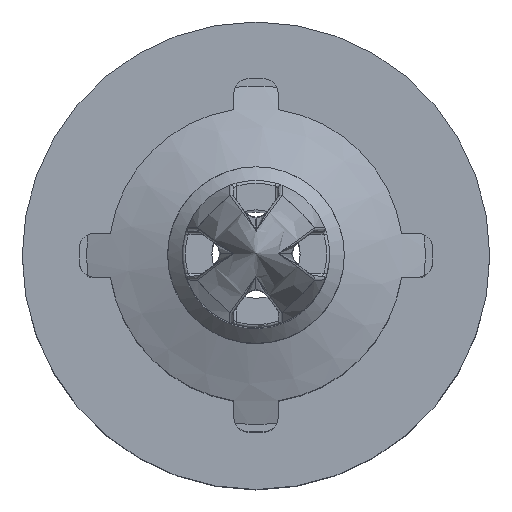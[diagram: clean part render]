
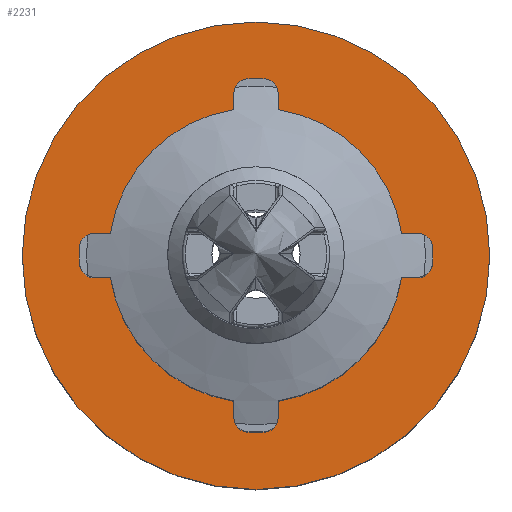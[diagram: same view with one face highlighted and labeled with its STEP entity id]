
A CAD part, top view. The second image highlights one B-rep face of the part: STEP entity #2231.
In plain terms, the highlighted planar face has unit normal (0, 0, 1).
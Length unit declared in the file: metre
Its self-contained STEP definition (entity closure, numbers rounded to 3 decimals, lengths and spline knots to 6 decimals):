
#96=PLANE('',#2430);
#316=LINE('',#3668,#411);
#319=LINE('',#3678,#414);
#324=LINE('',#3701,#419);
#327=LINE('',#3711,#422);
#332=LINE('',#3737,#427);
#335=LINE('',#3747,#430);
#340=LINE('',#3770,#435);
#343=LINE('',#3780,#438);
#411=VECTOR('',#2729,1.);
#414=VECTOR('',#2740,1.);
#419=VECTOR('',#2751,1.);
#422=VECTOR('',#2762,1.);
#427=VECTOR('',#2775,1.);
#430=VECTOR('',#2786,1.);
#435=VECTOR('',#2797,1.);
#438=VECTOR('',#2808,1.);
#724=ORIENTED_EDGE('',*,*,#1323,.F.);
#725=ORIENTED_EDGE('',*,*,#1379,.T.);
#726=ORIENTED_EDGE('',*,*,#1371,.F.);
#727=ORIENTED_EDGE('',*,*,#1380,.T.);
#728=ORIENTED_EDGE('',*,*,#1368,.T.);
#729=ORIENTED_EDGE('',*,*,#1365,.F.);
#730=ORIENTED_EDGE('',*,*,#1363,.F.);
#731=ORIENTED_EDGE('',*,*,#1381,.T.);
#732=ORIENTED_EDGE('',*,*,#1358,.F.);
#733=ORIENTED_EDGE('',*,*,#1382,.T.);
#734=ORIENTED_EDGE('',*,*,#1355,.T.);
#735=ORIENTED_EDGE('',*,*,#1352,.F.);
#736=ORIENTED_EDGE('',*,*,#1350,.T.);
#737=ORIENTED_EDGE('',*,*,#1383,.T.);
#738=ORIENTED_EDGE('',*,*,#1344,.F.);
#739=ORIENTED_EDGE('',*,*,#1384,.T.);
#740=ORIENTED_EDGE('',*,*,#1341,.F.);
#741=ORIENTED_EDGE('',*,*,#1338,.F.);
#742=ORIENTED_EDGE('',*,*,#1336,.T.);
#743=ORIENTED_EDGE('',*,*,#1385,.T.);
#744=ORIENTED_EDGE('',*,*,#1331,.F.);
#745=ORIENTED_EDGE('',*,*,#1386,.T.);
#746=ORIENTED_EDGE('',*,*,#1328,.F.);
#747=ORIENTED_EDGE('',*,*,#1325,.F.);
#748=ORIENTED_EDGE('',*,*,#1377,.T.);
#1323=EDGE_CURVE('',#1642,#1643,#316,.T.);
#1325=EDGE_CURVE('',#1643,#1644,#1752,.T.);
#1328=EDGE_CURVE('',#1644,#1646,#319,.T.);
#1331=EDGE_CURVE('',#1648,#1649,#1754,.T.);
#1336=EDGE_CURVE('',#1653,#1652,#324,.T.);
#1338=EDGE_CURVE('',#1653,#1654,#1755,.T.);
#1341=EDGE_CURVE('',#1654,#1656,#327,.T.);
#1344=EDGE_CURVE('',#1658,#1659,#1757,.T.);
#1350=EDGE_CURVE('',#1665,#1664,#332,.T.);
#1352=EDGE_CURVE('',#1665,#1666,#1759,.T.);
#1355=EDGE_CURVE('',#1668,#1666,#335,.T.);
#1358=EDGE_CURVE('',#1670,#1671,#1761,.T.);
#1363=EDGE_CURVE('',#1674,#1675,#340,.T.);
#1365=EDGE_CURVE('',#1675,#1676,#1762,.T.);
#1368=EDGE_CURVE('',#1678,#1676,#343,.T.);
#1371=EDGE_CURVE('',#1680,#1681,#1764,.T.);
#1377=EDGE_CURVE('',#1684,#1684,#1768,.T.);
#1379=EDGE_CURVE('',#1642,#1681,#1770,.F.);
#1380=EDGE_CURVE('',#1680,#1678,#1771,.F.);
#1381=EDGE_CURVE('',#1674,#1671,#1772,.F.);
#1382=EDGE_CURVE('',#1670,#1668,#1773,.F.);
#1383=EDGE_CURVE('',#1664,#1659,#1774,.F.);
#1384=EDGE_CURVE('',#1658,#1656,#1775,.F.);
#1385=EDGE_CURVE('',#1652,#1649,#1776,.F.);
#1386=EDGE_CURVE('',#1648,#1646,#1777,.F.);
#1642=VERTEX_POINT('',#3667);
#1643=VERTEX_POINT('',#3669);
#1644=VERTEX_POINT('',#3673);
#1646=VERTEX_POINT('',#3679);
#1648=VERTEX_POINT('',#3688);
#1649=VERTEX_POINT('',#3689);
#1652=VERTEX_POINT('',#3700);
#1653=VERTEX_POINT('',#3702);
#1654=VERTEX_POINT('',#3706);
#1656=VERTEX_POINT('',#3712);
#1658=VERTEX_POINT('',#3721);
#1659=VERTEX_POINT('',#3722);
#1664=VERTEX_POINT('',#3736);
#1665=VERTEX_POINT('',#3738);
#1666=VERTEX_POINT('',#3742);
#1668=VERTEX_POINT('',#3748);
#1670=VERTEX_POINT('',#3757);
#1671=VERTEX_POINT('',#3758);
#1674=VERTEX_POINT('',#3769);
#1675=VERTEX_POINT('',#3771);
#1676=VERTEX_POINT('',#3775);
#1678=VERTEX_POINT('',#3781);
#1680=VERTEX_POINT('',#3790);
#1681=VERTEX_POINT('',#3791);
#1684=VERTEX_POINT('',#3802);
#1752=CIRCLE('',#2396,0.005);
#1754=CIRCLE('',#2400,0.006);
#1755=CIRCLE('',#2403,0.005);
#1757=CIRCLE('',#2407,0.006);
#1759=CIRCLE('',#2411,0.005);
#1761=CIRCLE('',#2415,0.006);
#1762=CIRCLE('',#2418,0.005);
#1764=CIRCLE('',#2422,0.006);
#1768=CIRCLE('',#2428,0.007941);
#1770=CIRCLE('',#2431,0.0005);
#1771=CIRCLE('',#2432,0.0005);
#1772=CIRCLE('',#2433,0.0005);
#1773=CIRCLE('',#2434,0.0005);
#1774=CIRCLE('',#2435,0.0005);
#1775=CIRCLE('',#2436,0.0005);
#1776=CIRCLE('',#2437,0.0005);
#1777=CIRCLE('',#2438,0.0005);
#1877=EDGE_LOOP('',(#724,#725,#726,#727,#728,#729,#730,#731,#732,#733,#734,
#735,#736,#737,#738,#739,#740,#741,#742,#743,#744,#745,#746,#747));
#1878=EDGE_LOOP('',(#748));
#2034=FACE_BOUND('',#1877,.T.);
#2035=FACE_BOUND('',#1878,.T.);
#2231=ADVANCED_FACE('',(#2034,#2035),#96,.T.);
#2396=AXIS2_PLACEMENT_3D('',#3672,#2733,#2734);
#2400=AXIS2_PLACEMENT_3D('',#3687,#2744,#2745);
#2403=AXIS2_PLACEMENT_3D('',#3705,#2755,#2756);
#2407=AXIS2_PLACEMENT_3D('',#3720,#2766,#2767);
#2411=AXIS2_PLACEMENT_3D('',#3741,#2779,#2780);
#2415=AXIS2_PLACEMENT_3D('',#3756,#2790,#2791);
#2418=AXIS2_PLACEMENT_3D('',#3774,#2801,#2802);
#2422=AXIS2_PLACEMENT_3D('',#3789,#2812,#2813);
#2428=AXIS2_PLACEMENT_3D('',#3801,#2826,#2827);
#2430=AXIS2_PLACEMENT_3D('',#3805,#2830,#2831);
#2431=AXIS2_PLACEMENT_3D('',#3806,#2832,#2833);
#2432=AXIS2_PLACEMENT_3D('',#3807,#2834,#2835);
#2433=AXIS2_PLACEMENT_3D('',#3808,#2836,#2837);
#2434=AXIS2_PLACEMENT_3D('',#3809,#2838,#2839);
#2435=AXIS2_PLACEMENT_3D('',#3810,#2840,#2841);
#2436=AXIS2_PLACEMENT_3D('',#3811,#2842,#2843);
#2437=AXIS2_PLACEMENT_3D('',#3812,#2844,#2845);
#2438=AXIS2_PLACEMENT_3D('',#3813,#2846,#2847);
#2729=DIRECTION('',(0.,-1.,0.));
#2733=DIRECTION('',(0.,0.,1.));
#2734=DIRECTION('',(1.,0.,0.));
#2740=DIRECTION('',(-1.,0.,0.));
#2744=DIRECTION('',(0.,0.,1.));
#2745=DIRECTION('',(1.,0.,0.));
#2751=DIRECTION('',(-1.,0.,0.));
#2755=DIRECTION('',(0.,0.,1.));
#2756=DIRECTION('',(1.,0.,0.));
#2762=DIRECTION('',(0.,-1.,0.));
#2766=DIRECTION('',(0.,0.,1.));
#2767=DIRECTION('',(1.,0.,0.));
#2775=DIRECTION('',(0.,-1.,0.));
#2779=DIRECTION('',(0.,0.,1.));
#2780=DIRECTION('',(1.,0.,0.));
#2786=DIRECTION('',(-1.,0.,0.));
#2790=DIRECTION('',(0.,0.,1.));
#2791=DIRECTION('',(1.,0.,0.));
#2797=DIRECTION('',(-1.,0.,0.));
#2801=DIRECTION('',(0.,0.,1.));
#2802=DIRECTION('',(1.,0.,0.));
#2808=DIRECTION('',(0.,-1.,0.));
#2812=DIRECTION('',(0.,0.,1.));
#2813=DIRECTION('',(1.,0.,0.));
#2826=DIRECTION('',(0.,0.,1.));
#2827=DIRECTION('',(1.,0.,0.));
#2830=DIRECTION('',(0.,0.,1.));
#2831=DIRECTION('',(1.,0.,0.));
#2832=DIRECTION('',(0.,0.,1.));
#2833=DIRECTION('',(1.,0.,0.));
#2834=DIRECTION('',(0.,0.,1.));
#2835=DIRECTION('',(1.,0.,0.));
#2836=DIRECTION('',(0.,0.,1.));
#2837=DIRECTION('',(1.,0.,0.));
#2838=DIRECTION('',(0.,0.,1.));
#2839=DIRECTION('',(1.,0.,0.));
#2840=DIRECTION('',(0.,0.,1.));
#2841=DIRECTION('',(1.,0.,0.));
#2842=DIRECTION('',(0.,0.,1.));
#2843=DIRECTION('',(1.,0.,0.));
#2844=DIRECTION('',(0.,0.,1.));
#2845=DIRECTION('',(1.,0.,0.));
#2846=DIRECTION('',(0.,0.,1.));
#2847=DIRECTION('',(1.,0.,0.));
#3667=CARTESIAN_POINT('',(-0.00075,0.005494,0.0035));
#3668=CARTESIAN_POINT('',(-0.00075,0.005448,0.0035));
#3669=CARTESIAN_POINT('',(-0.00075,0.004943,0.0035));
#3672=CARTESIAN_POINT('',(0.,0.,0.0035));
#3673=CARTESIAN_POINT('',(-0.004943,0.00075,0.0035));
#3678=CARTESIAN_POINT('',(-0.005448,0.00075,0.0035));
#3679=CARTESIAN_POINT('',(-0.005494,0.00075,0.0035));
#3687=CARTESIAN_POINT('',(0.,0.,0.0035));
#3688=CARTESIAN_POINT('',(-0.005994,0.000273,0.0035));
#3689=CARTESIAN_POINT('',(-0.005994,-0.000273,0.0035));
#3700=CARTESIAN_POINT('',(-0.005494,-0.00075,0.0035));
#3701=CARTESIAN_POINT('',(-0.005448,-0.00075,0.0035));
#3702=CARTESIAN_POINT('',(-0.004943,-0.00075,0.0035));
#3705=CARTESIAN_POINT('',(0.,0.,0.0035));
#3706=CARTESIAN_POINT('',(-0.00075,-0.004943,0.0035));
#3711=CARTESIAN_POINT('',(-0.00075,-0.005448,0.0035));
#3712=CARTESIAN_POINT('',(-0.00075,-0.005494,0.0035));
#3720=CARTESIAN_POINT('',(0.,0.,0.0035));
#3721=CARTESIAN_POINT('',(-0.000273,-0.005994,0.0035));
#3722=CARTESIAN_POINT('',(0.000273,-0.005994,0.0035));
#3736=CARTESIAN_POINT('',(0.00075,-0.005494,0.0035));
#3737=CARTESIAN_POINT('',(0.00075,-0.005448,0.0035));
#3738=CARTESIAN_POINT('',(0.00075,-0.004943,0.0035));
#3741=CARTESIAN_POINT('',(0.,0.,0.0035));
#3742=CARTESIAN_POINT('',(0.004943,-0.00075,0.0035));
#3747=CARTESIAN_POINT('',(0.005448,-0.00075,0.0035));
#3748=CARTESIAN_POINT('',(0.005494,-0.00075,0.0035));
#3756=CARTESIAN_POINT('',(0.,0.,0.0035));
#3757=CARTESIAN_POINT('',(0.005994,-0.000273,0.0035));
#3758=CARTESIAN_POINT('',(0.005994,0.000273,0.0035));
#3769=CARTESIAN_POINT('',(0.005494,0.00075,0.0035));
#3770=CARTESIAN_POINT('',(0.005448,0.00075,0.0035));
#3771=CARTESIAN_POINT('',(0.004943,0.00075,0.0035));
#3774=CARTESIAN_POINT('',(0.,0.,0.0035));
#3775=CARTESIAN_POINT('',(0.00075,0.004943,0.0035));
#3780=CARTESIAN_POINT('',(0.00075,0.005448,0.0035));
#3781=CARTESIAN_POINT('',(0.00075,0.005494,0.0035));
#3789=CARTESIAN_POINT('',(0.,0.,0.0035));
#3790=CARTESIAN_POINT('',(0.000273,0.005994,0.0035));
#3791=CARTESIAN_POINT('',(-0.000273,0.005994,0.0035));
#3801=CARTESIAN_POINT('',(0.,0.,0.0035));
#3802=CARTESIAN_POINT('',(0.007941,0.,0.0035));
#3805=CARTESIAN_POINT('',(0.,0.,0.0035));
#3806=CARTESIAN_POINT('',(-0.00025,0.005494,0.0035));
#3807=CARTESIAN_POINT('',(0.00025,0.005494,0.0035));
#3808=CARTESIAN_POINT('',(0.005494,0.00025,0.0035));
#3809=CARTESIAN_POINT('',(0.005494,-0.00025,0.0035));
#3810=CARTESIAN_POINT('',(0.00025,-0.005494,0.0035));
#3811=CARTESIAN_POINT('',(-0.00025,-0.005494,0.0035));
#3812=CARTESIAN_POINT('',(-0.005494,-0.00025,0.0035));
#3813=CARTESIAN_POINT('',(-0.005494,0.00025,0.0035));
